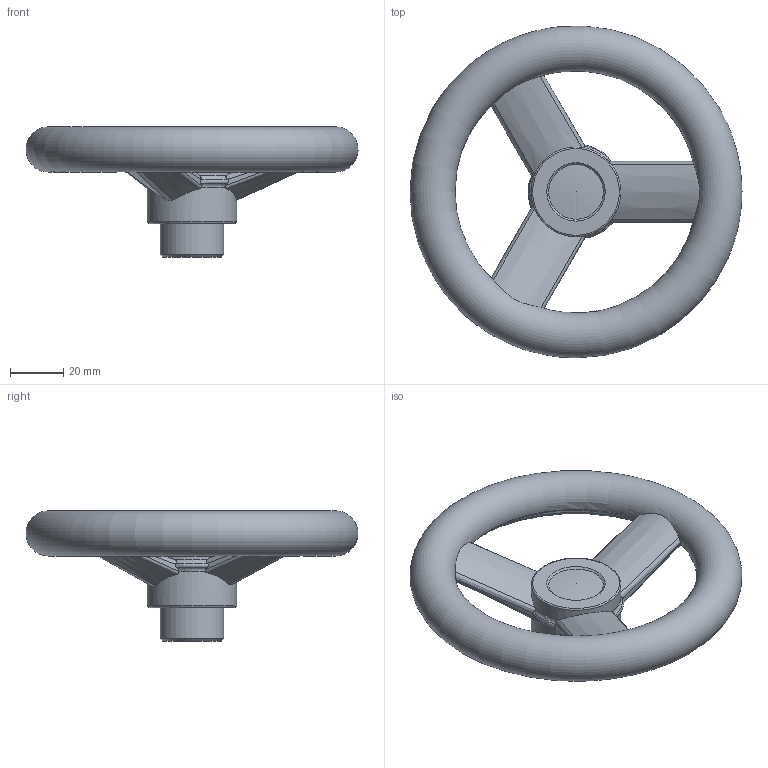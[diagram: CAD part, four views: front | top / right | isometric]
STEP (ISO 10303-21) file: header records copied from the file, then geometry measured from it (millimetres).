
FILE_DESCRIPTION( ( 'Unknown' ), '1' );
FILE_NAME( '6101010_VR125.stp', 'Unknown', ( 'Unknown' ), ( 'Unknown' ), 'XStep 1.0', 'Unknown', ' ' );
FILE_SCHEMA( ( 'CONFIG_CONTROL_DESIGN' ) );
Length unit declared in the file: millimetre
Products named in the file (2): Assem1; 1
Bounding box: 124.98 x 124.9 x 48.99 mm (x, y, z)
Volume: 227925.4 mm3; surface area: 57768.6 mm2
Topology: 2 solids, 2 shells, 126 faces, 386 edges, 254 vertices
Faces by surface type: bspline 40, torus 34, plane 30, cylinder 14, cone 8
Full cylindrical faces by diameter (mm): 6 x2, 24 x2, 33.7 x4, 103.295 x2
Entity records: 3060 total; most frequent: CARTESIAN_POINT 1612, ORIENTED_EDGE 336, DIRECTION 190, EDGE_CURVE 168, VERTEX_POINT 119, B_SPLINE_CURVE_WITH_KNOTS 115, AXIS2_PLACEMENT_3D 92, EDGE_LOOP 79
